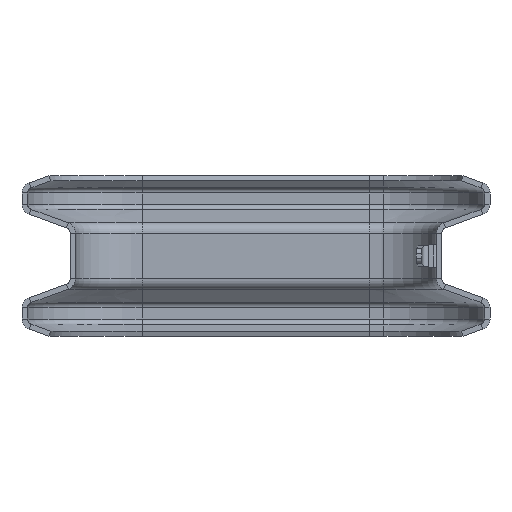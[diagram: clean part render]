
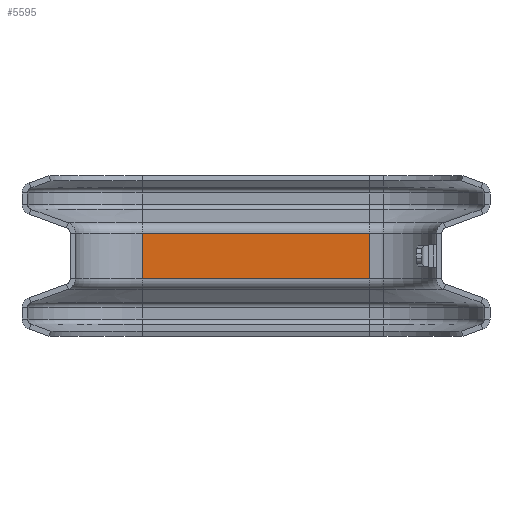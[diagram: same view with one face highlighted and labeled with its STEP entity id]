
A CAD part, left-side view. The second image highlights one B-rep face of the part: STEP entity #5595.
In plain terms, the highlighted planar face has unit normal (-1, 0, 0).
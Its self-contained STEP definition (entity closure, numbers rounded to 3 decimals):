
#412 = VECTOR ( 'NONE', #5050, 1000. ) ;
#595 = EDGE_CURVE ( 'NONE', #1849, #3479, #4911, .T. ) ;
#604 = ORIENTED_EDGE ( 'NONE', *, *, #2039, .F. ) ;
#1417 = LINE ( 'NONE', #7488, #4989 ) ;
#1849 = VERTEX_POINT ( 'NONE', #8410 ) ;
#1929 = CARTESIAN_POINT ( 'NONE',  ( 125., 110., -8.6 ) ) ;
#2039 = EDGE_CURVE ( 'NONE', #6373, #7700, #4208, .T. ) ;
#2142 = CARTESIAN_POINT ( 'NONE',  ( 125., 110., 8.6 ) ) ;
#2159 = EDGE_CURVE ( 'NONE', #1849, #6373, #1417, .T. ) ;
#2758 = ORIENTED_EDGE ( 'NONE', *, *, #3015, .T. ) ;
#3015 = EDGE_CURVE ( 'NONE', #3479, #7700, #3732, .T. ) ;
#3479 = VERTEX_POINT ( 'NONE', #2142 ) ;
#3689 = CARTESIAN_POINT ( 'NONE',  ( 125., 110., -10. ) ) ;
#3732 = LINE ( 'NONE', #3689, #8966 ) ;
#4068 = PLANE ( 'NONE',  #8579 ) ;
#4097 = CARTESIAN_POINT ( 'NONE',  ( 125., 25., 8.6 ) ) ;
#4208 = LINE ( 'NONE', #5747, #412 ) ;
#4384 = DIRECTION ( 'NONE',  ( 0., 0., -1. ) ) ;
#4786 = DIRECTION ( 'NONE',  ( 0., 0., -1. ) ) ;
#4911 = LINE ( 'NONE', #4097, #6817 ) ;
#4989 = VECTOR ( 'NONE', #8197, 1000. ) ;
#5050 = DIRECTION ( 'NONE',  ( 0., 1., 0. ) ) ;
#5173 = EDGE_LOOP ( 'NONE', ( #604, #8678, #5628, #2758 ) ) ;
#5540 = DIRECTION ( 'NONE',  ( 0., 1., 0. ) ) ;
#5595 = ADVANCED_FACE ( 'NONE', ( #6781 ), #4068, .F. ) ;
#5628 = ORIENTED_EDGE ( 'NONE', *, *, #595, .T. ) ;
#5747 = CARTESIAN_POINT ( 'NONE',  ( 125., 25., -8.6 ) ) ;
#5908 = CARTESIAN_POINT ( 'NONE',  ( 125., 25., -8.6 ) ) ;
#6373 = VERTEX_POINT ( 'NONE', #5908 ) ;
#6781 = FACE_OUTER_BOUND ( 'NONE', #5173, .T. ) ;
#6817 = VECTOR ( 'NONE', #5540, 1000. ) ;
#6919 = CARTESIAN_POINT ( 'NONE',  ( 125., 25., -10. ) ) ;
#7488 = CARTESIAN_POINT ( 'NONE',  ( 125., 25., 0. ) ) ;
#7700 = VERTEX_POINT ( 'NONE', #1929 ) ;
#8197 = DIRECTION ( 'NONE',  ( 0., 0., -1. ) ) ;
#8410 = CARTESIAN_POINT ( 'NONE',  ( 125., 25., 8.6 ) ) ;
#8579 = AXIS2_PLACEMENT_3D ( 'NONE', #6919, #9046, #4786 ) ;
#8678 = ORIENTED_EDGE ( 'NONE', *, *, #2159, .F. ) ;
#8966 = VECTOR ( 'NONE', #4384, 1000. ) ;
#9046 = DIRECTION ( 'NONE',  ( 1., 0., 0. ) ) ;
